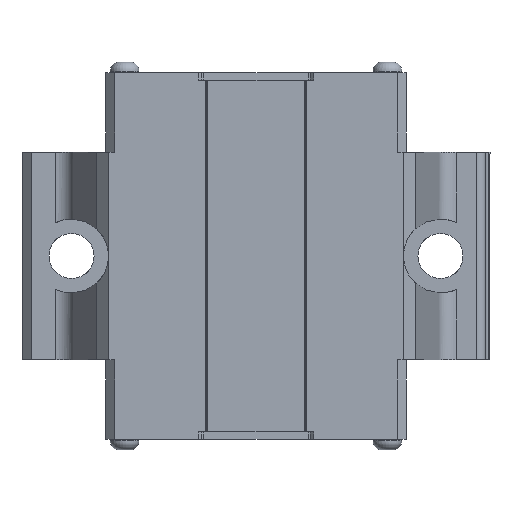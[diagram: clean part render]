
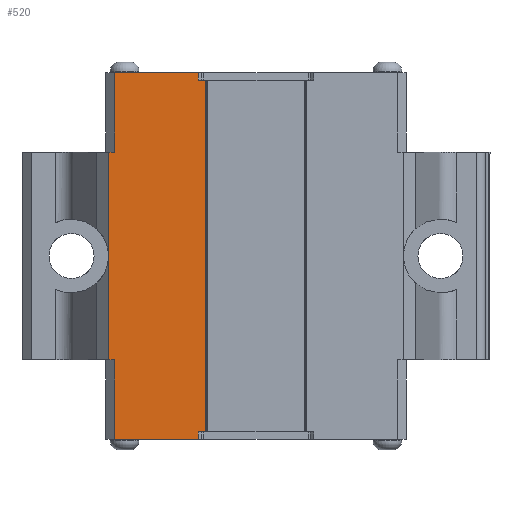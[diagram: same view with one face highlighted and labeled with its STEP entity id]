
A CAD part, front view. The second image highlights one B-rep face of the part: STEP entity #520.
In plain terms, the highlighted planar face has unit normal (0, -1, 0).
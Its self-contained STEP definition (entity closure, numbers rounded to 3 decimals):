
#138 = CARTESIAN_POINT ( 'NONE',  ( -15.7, -19.5, 0. ) ) ;
#145 = DIRECTION ( 'NONE',  ( 1., 0., 0. ) ) ;
#146 = VECTOR ( 'NONE', #145, 1000. ) ;
#162 = CARTESIAN_POINT ( 'NONE',  ( -16.366, -19.5, 0. ) ) ;
#190 = CARTESIAN_POINT ( 'NONE',  ( 0., -19.5, 0. ) ) ;
#191 = LINE ( 'NONE', #190, #146 ) ;
#192 = LINE ( 'NONE', #195, #194 ) ;
#193 = DIRECTION ( 'NONE',  ( 0., 0., -1. ) ) ;
#194 = VECTOR ( 'NONE', #193, 1000. ) ;
#195 = CARTESIAN_POINT ( 'NONE',  ( -6.407, -19.5, 0. ) ) ;
#233 = DIRECTION ( 'NONE',  ( 0., 0., 1. ) ) ;
#234 = VECTOR ( 'NONE', #233, 1000. ) ;
#235 = CARTESIAN_POINT ( 'NONE',  ( -15.7, -19.5, 0. ) ) ;
#236 = LINE ( 'NONE', #235, #234 ) ;
#242 = LINE ( 'NONE', #262, #261 ) ;
#260 = DIRECTION ( 'NONE',  ( 0., 0., 1. ) ) ;
#261 = VECTOR ( 'NONE', #260, 1000. ) ;
#262 = CARTESIAN_POINT ( 'NONE',  ( -16.366, -19.5, 0. ) ) ;
#288 = CARTESIAN_POINT ( 'NONE',  ( -15.7, -19.5, -8.8 ) ) ;
#311 = CARTESIAN_POINT ( 'NONE',  ( -6.407, -19.5, 31.9 ) ) ;
#312 = DIRECTION ( 'NONE',  ( 1., 0., 0. ) ) ;
#313 = VECTOR ( 'NONE', #312, 1000. ) ;
#314 = CARTESIAN_POINT ( 'NONE',  ( -16.7, -19.5, 31.9 ) ) ;
#315 = LINE ( 'NONE', #314, #313 ) ;
#348 = CARTESIAN_POINT ( 'NONE',  ( -5.601, -19.5, -8. ) ) ;
#349 = DIRECTION ( 'NONE',  ( 0., 0., -1. ) ) ;
#350 = VECTOR ( 'NONE', #349, 1000. ) ;
#369 = CARTESIAN_POINT ( 'NONE',  ( -15.7, -19.5, 31.9 ) ) ;
#370 = DIRECTION ( 'NONE',  ( 0., 0., 1. ) ) ;
#371 = VECTOR ( 'NONE', #370, 1000. ) ;
#372 = CARTESIAN_POINT ( 'NONE',  ( -15.7, -19.5, 0. ) ) ;
#373 = CARTESIAN_POINT ( 'NONE',  ( -6.407, -19.5, -8. ) ) ;
#374 = DIRECTION ( 'NONE',  ( -1., 0., 0. ) ) ;
#408 = CARTESIAN_POINT ( 'NONE',  ( -5.601, -19.5, 0. ) ) ;
#429 = LINE ( 'NONE', #372, #371 ) ;
#437 = LINE ( 'NONE', #408, #350 ) ;
#447 = VECTOR ( 'NONE', #374, 1000. ) ;
#448 = CARTESIAN_POINT ( 'NONE',  ( -16.7, -19.5, -8. ) ) ;
#449 = LINE ( 'NONE', #448, #447 ) ;
#514 = EDGE_LOOP ( 'NONE', ( #521, #522, #525, #527, #528, #529, #530, #531, #532, #533, #534, #535 ) ) ;
#520 = ADVANCED_FACE ( 'NONE', ( #2678 ), #2839, .F. ) ;
#521 = ORIENTED_EDGE ( 'NONE', *, *, #2700, .F. ) ;
#522 = ORIENTED_EDGE ( 'NONE', *, *, #524, .T. ) ;
#523 = VERTEX_POINT ( 'NONE', #2834 ) ;
#524 = EDGE_CURVE ( 'NONE', #2785, #523, #2833, .T. ) ;
#525 = ORIENTED_EDGE ( 'NONE', *, *, #526, .T. ) ;
#526 = EDGE_CURVE ( 'NONE', #523, #2859, #2749, .T. ) ;
#527 = ORIENTED_EDGE ( 'NONE', *, *, #2858, .F. ) ;
#528 = ORIENTED_EDGE ( 'NONE', *, *, #2913, .F. ) ;
#529 = ORIENTED_EDGE ( 'NONE', *, *, #1952, .T. ) ;
#530 = ORIENTED_EDGE ( 'NONE', *, *, #2625, .F. ) ;
#531 = ORIENTED_EDGE ( 'NONE', *, *, #2804, .F. ) ;
#532 = ORIENTED_EDGE ( 'NONE', *, *, #2879, .F. ) ;
#533 = ORIENTED_EDGE ( 'NONE', *, *, #2241, .F. ) ;
#534 = ORIENTED_EDGE ( 'NONE', *, *, #2646, .F. ) ;
#535 = ORIENTED_EDGE ( 'NONE', *, *, #2548, .T. ) ;
#1950 = VERTEX_POINT ( 'NONE', #5990 ) ;
#1952 = EDGE_CURVE ( 'NONE', #1953, #1950, #5989, .T. ) ;
#1953 = VERTEX_POINT ( 'NONE', #5985 ) ;
#2239 = VERTEX_POINT ( 'NONE', #6416 ) ;
#2241 = EDGE_CURVE ( 'NONE', #2239, #2242, #6507, .T. ) ;
#2242 = VERTEX_POINT ( 'NONE', #6503 ) ;
#2546 = VERTEX_POINT ( 'NONE', #138 ) ;
#2548 = EDGE_CURVE ( 'NONE', #2549, #2546, #191, .T. ) ;
#2549 = VERTEX_POINT ( 'NONE', #162 ) ;
#2625 = EDGE_CURVE ( 'NONE', #2805, #1950, #192, .T. ) ;
#2646 = EDGE_CURVE ( 'NONE', #2549, #2239, #242, .T. ) ;
#2678 = FACE_OUTER_BOUND ( 'NONE', #514, .T. ) ;
#2700 = EDGE_CURVE ( 'NONE', #2785, #2546, #236, .T. ) ;
#2746 = DIRECTION ( 'NONE',  ( 0., 0., 1. ) ) ;
#2747 = VECTOR ( 'NONE', #2746, 1000. ) ;
#2748 = CARTESIAN_POINT ( 'NONE',  ( -6.407, -19.5, -8. ) ) ;
#2749 = LINE ( 'NONE', #2748, #2747 ) ;
#2785 = VERTEX_POINT ( 'NONE', #288 ) ;
#2804 = EDGE_CURVE ( 'NONE', #2880, #2805, #315, .T. ) ;
#2805 = VERTEX_POINT ( 'NONE', #311 ) ;
#2830 = DIRECTION ( 'NONE',  ( 1., 0., 0. ) ) ;
#2831 = VECTOR ( 'NONE', #2830, 1000. ) ;
#2832 = CARTESIAN_POINT ( 'NONE',  ( 0., -19.5, -8.8 ) ) ;
#2833 = LINE ( 'NONE', #2832, #2831 ) ;
#2834 = CARTESIAN_POINT ( 'NONE',  ( -6.407, -19.5, -8.8 ) ) ;
#2835 = DIRECTION ( 'NONE',  ( 0., 0., 1. ) ) ;
#2836 = DIRECTION ( 'NONE',  ( 0., 1., 0. ) ) ;
#2837 = CARTESIAN_POINT ( 'NONE',  ( -16.7, -19.5, 0. ) ) ;
#2838 = AXIS2_PLACEMENT_3D ( 'NONE', #2837, #2836, #2835 ) ;
#2839 = PLANE ( 'NONE',  #2838 ) ;
#2858 = EDGE_CURVE ( 'NONE', #2914, #2859, #449, .T. ) ;
#2859 = VERTEX_POINT ( 'NONE', #373 ) ;
#2879 = EDGE_CURVE ( 'NONE', #2242, #2880, #429, .T. ) ;
#2880 = VERTEX_POINT ( 'NONE', #369 ) ;
#2913 = EDGE_CURVE ( 'NONE', #1953, #2914, #437, .T. ) ;
#2914 = VERTEX_POINT ( 'NONE', #348 ) ;
#5985 = CARTESIAN_POINT ( 'NONE',  ( -5.601, -19.5, 31.1 ) ) ;
#5986 = DIRECTION ( 'NONE',  ( -1., 0., 0. ) ) ;
#5987 = VECTOR ( 'NONE', #5986, 1000. ) ;
#5988 = CARTESIAN_POINT ( 'NONE',  ( 0., -19.5, 31.1 ) ) ;
#5989 = LINE ( 'NONE', #5988, #5987 ) ;
#5990 = CARTESIAN_POINT ( 'NONE',  ( -6.407, -19.5, 31.1 ) ) ;
#6416 = CARTESIAN_POINT ( 'NONE',  ( -16.366, -19.5, 23.1 ) ) ;
#6503 = CARTESIAN_POINT ( 'NONE',  ( -15.7, -19.5, 23.1 ) ) ;
#6504 = DIRECTION ( 'NONE',  ( 1., 0., 0. ) ) ;
#6505 = VECTOR ( 'NONE', #6504, 1000. ) ;
#6506 = CARTESIAN_POINT ( 'NONE',  ( 0., -19.5, 23.1 ) ) ;
#6507 = LINE ( 'NONE', #6506, #6505 ) ;
